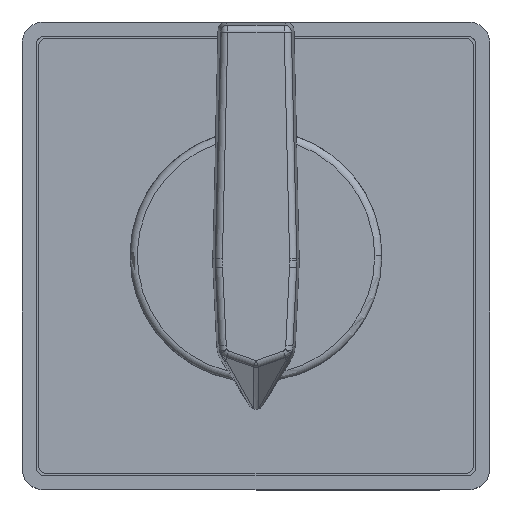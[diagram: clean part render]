
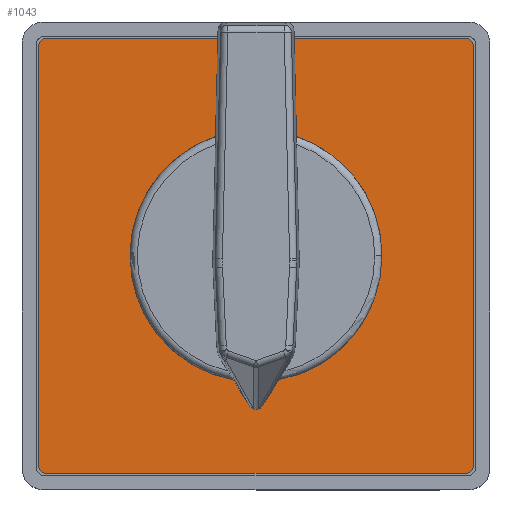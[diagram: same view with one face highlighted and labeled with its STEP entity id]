
A CAD part, top view. The second image highlights one B-rep face of the part: STEP entity #1043.
In plain terms, the highlighted planar face has unit normal (0, 0, 1).
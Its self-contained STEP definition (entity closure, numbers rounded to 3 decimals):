
#27 = VECTOR ( 'NONE', #202, 1000. ) ;
#202 = DIRECTION ( 'NONE',  ( 0., -1., 0. ) ) ;
#280 = EDGE_CURVE ( 'NONE', #4993, #10442, #11121, .T. ) ;
#522 = ORIENTED_EDGE ( 'NONE', *, *, #1416, .T. ) ;
#588 = EDGE_CURVE ( 'NONE', #10970, #773, #4671, .T. ) ;
#617 = DIRECTION ( 'NONE',  ( 0., 0., 1. ) ) ;
#632 = DIRECTION ( 'NONE',  ( 1., 0., 0. ) ) ;
#691 = LINE ( 'NONE', #11494, #8599 ) ;
#773 = VERTEX_POINT ( 'NONE', #5480 ) ;
#918 = EDGE_CURVE ( 'NONE', #4156, #8756, #8685, .T. ) ;
#1033 = DIRECTION ( 'NONE',  ( -1., 0., 0. ) ) ;
#1043 = ADVANCED_FACE ( 'NONE', ( #8838, #6957 ), #11385, .T. ) ;
#1096 = LINE ( 'NONE', #9112, #11626 ) ;
#1259 = ORIENTED_EDGE ( 'NONE', *, *, #918, .F. ) ;
#1387 = DIRECTION ( 'NONE',  ( 1., 0., 0. ) ) ;
#1416 = EDGE_CURVE ( 'NONE', #10442, #9220, #6831, .T. ) ;
#1460 = CARTESIAN_POINT ( 'NONE',  ( -29.2, 30.2, 3.8 ) ) ;
#1716 = AXIS2_PLACEMENT_3D ( 'NONE', #11502, #6063, #10679 ) ;
#1959 = CARTESIAN_POINT ( 'NONE',  ( 14.5, 0., 3.8 ) ) ;
#2676 = ORIENTED_EDGE ( 'NONE', *, *, #3874, .T. ) ;
#2959 = VERTEX_POINT ( 'NONE', #11356 ) ;
#3016 = CARTESIAN_POINT ( 'NONE',  ( -29.2, -30.2, 3.8 ) ) ;
#3063 = ORIENTED_EDGE ( 'NONE', *, *, #9915, .T. ) ;
#3405 = DIRECTION ( 'NONE',  ( 0., 1., 0. ) ) ;
#3608 = AXIS2_PLACEMENT_3D ( 'NONE', #8321, #5774, #10985 ) ;
#3874 = EDGE_CURVE ( 'NONE', #2959, #9991, #4919, .T. ) ;
#4156 = VERTEX_POINT ( 'NONE', #5046 ) ;
#4356 = ORIENTED_EDGE ( 'NONE', *, *, #6654, .T. ) ;
#4671 = LINE ( 'NONE', #8287, #27 ) ;
#4906 = CARTESIAN_POINT ( 'NONE',  ( 0., 0., 3.8 ) ) ;
#4919 = CIRCLE ( 'NONE', #1716, 1. ) ;
#4993 = VERTEX_POINT ( 'NONE', #8620 ) ;
#5002 = CARTESIAN_POINT ( 'NONE',  ( 29.2, -29.2, 3.8 ) ) ;
#5046 = CARTESIAN_POINT ( 'NONE',  ( -14.5, 0., 3.8 ) ) ;
#5420 = CARTESIAN_POINT ( 'NONE',  ( 30.2, -29.2, 3.8 ) ) ;
#5439 = EDGE_CURVE ( 'NONE', #7761, #10970, #9477, .T. ) ;
#5480 = CARTESIAN_POINT ( 'NONE',  ( -30.2, -29.2, 3.8 ) ) ;
#5774 = DIRECTION ( 'NONE',  ( 0., 0., 1. ) ) ;
#5860 = ORIENTED_EDGE ( 'NONE', *, *, #8533, .F. ) ;
#6063 = DIRECTION ( 'NONE',  ( 0., 0., 1. ) ) ;
#6150 = ORIENTED_EDGE ( 'NONE', *, *, #280, .T. ) ;
#6259 = AXIS2_PLACEMENT_3D ( 'NONE', #10538, #617, #1387 ) ;
#6290 = CARTESIAN_POINT ( 'NONE',  ( 29.2, 30.2, 3.8 ) ) ;
#6637 = AXIS2_PLACEMENT_3D ( 'NONE', #5002, #9553, #632 ) ;
#6654 = EDGE_CURVE ( 'NONE', #773, #4993, #10830, .T. ) ;
#6691 = AXIS2_PLACEMENT_3D ( 'NONE', #11615, #9964, #7943 ) ;
#6719 = CARTESIAN_POINT ( 'NONE',  ( -30.2, 29.2, 3.8 ) ) ;
#6831 = CIRCLE ( 'NONE', #6259, 1. ) ;
#6957 = FACE_BOUND ( 'NONE', #9571, .T. ) ;
#7384 = ORIENTED_EDGE ( 'NONE', *, *, #588, .T. ) ;
#7558 = CARTESIAN_POINT ( 'NONE',  ( 29.2, -30.2, 3.8 ) ) ;
#7761 = VERTEX_POINT ( 'NONE', #1460 ) ;
#7943 = DIRECTION ( 'NONE',  ( 1., 0., 0. ) ) ;
#7993 = DIRECTION ( 'NONE',  ( 0., 0., 1. ) ) ;
#8158 = AXIS2_PLACEMENT_3D ( 'NONE', #8871, #7993, #10714 ) ;
#8287 = CARTESIAN_POINT ( 'NONE',  ( -30.2, 29.2, 3.8 ) ) ;
#8321 = CARTESIAN_POINT ( 'NONE',  ( 0., 0., 3.8 ) ) ;
#8452 = DIRECTION ( 'NONE',  ( 1., 0., 0. ) ) ;
#8517 = DIRECTION ( 'NONE',  ( 0., 0., 1. ) ) ;
#8533 = EDGE_CURVE ( 'NONE', #8756, #4156, #9136, .T. ) ;
#8599 = VECTOR ( 'NONE', #3405, 1000. ) ;
#8620 = CARTESIAN_POINT ( 'NONE',  ( -29.2, -30.2, 3.8 ) ) ;
#8685 = CIRCLE ( 'NONE', #3608, 14.5 ) ;
#8748 = DIRECTION ( 'NONE',  ( 1., 0., 0. ) ) ;
#8756 = VERTEX_POINT ( 'NONE', #1959 ) ;
#8838 = FACE_OUTER_BOUND ( 'NONE', #9787, .T. ) ;
#8871 = CARTESIAN_POINT ( 'NONE',  ( -29.2, 29.2, 3.8 ) ) ;
#9112 = CARTESIAN_POINT ( 'NONE',  ( 29.2, 30.2, 3.8 ) ) ;
#9136 = CIRCLE ( 'NONE', #10649, 14.5 ) ;
#9220 = VERTEX_POINT ( 'NONE', #5420 ) ;
#9477 = CIRCLE ( 'NONE', #8158, 1. ) ;
#9547 = EDGE_CURVE ( 'NONE', #9220, #2959, #691, .T. ) ;
#9553 = DIRECTION ( 'NONE',  ( 0., 0., 1. ) ) ;
#9571 = EDGE_LOOP ( 'NONE', ( #1259, #5860 ) ) ;
#9787 = EDGE_LOOP ( 'NONE', ( #522, #11484, #2676, #3063, #10792, #7384, #4356, #6150 ) ) ;
#9879 = VECTOR ( 'NONE', #8452, 1000. ) ;
#9915 = EDGE_CURVE ( 'NONE', #9991, #7761, #1096, .T. ) ;
#9964 = DIRECTION ( 'NONE',  ( 0., 0., 1. ) ) ;
#9991 = VERTEX_POINT ( 'NONE', #6290 ) ;
#10442 = VERTEX_POINT ( 'NONE', #7558 ) ;
#10538 = CARTESIAN_POINT ( 'NONE',  ( 29.2, -29.2, 3.8 ) ) ;
#10649 = AXIS2_PLACEMENT_3D ( 'NONE', #4906, #8517, #8748 ) ;
#10679 = DIRECTION ( 'NONE',  ( 1., 0., 0. ) ) ;
#10714 = DIRECTION ( 'NONE',  ( 1., 0., 0. ) ) ;
#10792 = ORIENTED_EDGE ( 'NONE', *, *, #5439, .T. ) ;
#10830 = CIRCLE ( 'NONE', #6691, 1. ) ;
#10970 = VERTEX_POINT ( 'NONE', #6719 ) ;
#10985 = DIRECTION ( 'NONE',  ( 1., 0., 0. ) ) ;
#11121 = LINE ( 'NONE', #3016, #9879 ) ;
#11356 = CARTESIAN_POINT ( 'NONE',  ( 30.2, 29.2, 3.8 ) ) ;
#11385 = PLANE ( 'NONE',  #6637 ) ;
#11484 = ORIENTED_EDGE ( 'NONE', *, *, #9547, .T. ) ;
#11494 = CARTESIAN_POINT ( 'NONE',  ( 30.2, -29.2, 3.8 ) ) ;
#11502 = CARTESIAN_POINT ( 'NONE',  ( 29.2, 29.2, 3.8 ) ) ;
#11615 = CARTESIAN_POINT ( 'NONE',  ( -29.2, -29.2, 3.8 ) ) ;
#11626 = VECTOR ( 'NONE', #1033, 1000. ) ;
